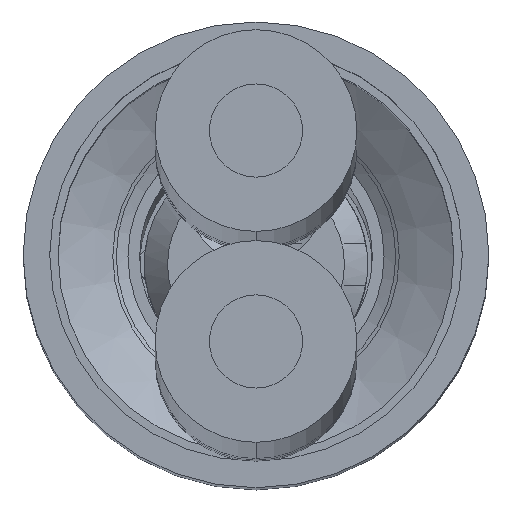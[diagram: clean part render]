
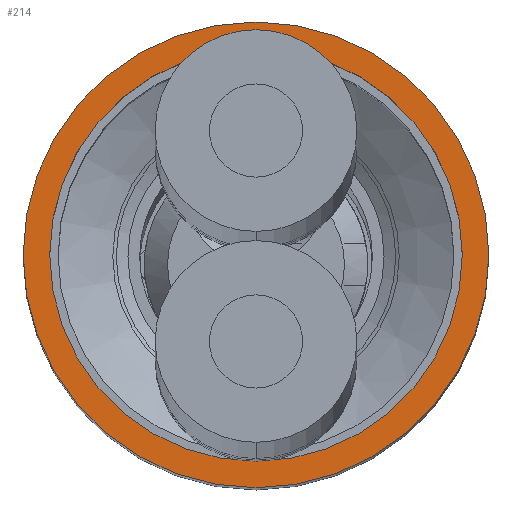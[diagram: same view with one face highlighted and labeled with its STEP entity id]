
A CAD part, top view. The second image highlights one B-rep face of the part: STEP entity #214.
In plain terms, the highlighted face is planar.
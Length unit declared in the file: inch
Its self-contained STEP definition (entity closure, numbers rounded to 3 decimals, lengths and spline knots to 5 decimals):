
#1=CARTESIAN_POINT('',(-0.55,0.,0.));
#2=DIRECTION('',(-1.,0.,0.));
#3=DIRECTION('',(0.,1.,0.));
#4=AXIS2_PLACEMENT_3D('',#1,#2,#3);
#6=CARTESIAN_POINT('',(-0.55,0.,0.));
#7=DIRECTION('',(1.,0.,0.));
#8=DIRECTION('',(0.,1.,0.));
#9=AXIS2_PLACEMENT_3D('',#6,#7,#8);
#11=CARTESIAN_POINT('',(-0.55,0.,0.));
#12=DIRECTION('',(-1.,0.,0.));
#13=DIRECTION('',(0.,1.,0.));
#14=AXIS2_PLACEMENT_3D('',#11,#12,#13);
#16=CARTESIAN_POINT('',(-0.55,0.,0.));
#17=DIRECTION('',(-1.,0.,0.));
#18=DIRECTION('',(0.,-1.,0.));
#19=AXIS2_PLACEMENT_3D('',#16,#17,#18);
#168=CARTESIAN_POINT('',(-0.55,0.1,0.));
#170=VERTEX_POINT('',#168);
#182=CARTESIAN_POINT('',(-0.55,-0.1,0.));
#184=VERTEX_POINT('',#182);
#189=CARTESIAN_POINT('',(-0.55,0.08858,0.));
#190=CARTESIAN_POINT('',(-0.55,-0.08858,0.));
#191=VERTEX_POINT('',#189);
#192=VERTEX_POINT('',#190);
#197=CARTESIAN_POINT('',(-0.55,0.,0.));
#198=DIRECTION('',(-1.,0.,0.));
#199=DIRECTION('',(0.,1.,0.));
#200=AXIS2_PLACEMENT_3D('',#197,#198,#199);
#201=PLANE('',#200);
#203=ORIENTED_EDGE('',*,*,#202,.F.);
#205=ORIENTED_EDGE('',*,*,#204,.T.);
#206=EDGE_LOOP('',(#203,#205));
#207=FACE_OUTER_BOUND('',#206,.F.);
#209=ORIENTED_EDGE('',*,*,#208,.T.);
#211=ORIENTED_EDGE('',*,*,#210,.T.);
#212=EDGE_LOOP('',(#209,#211));
#213=FACE_BOUND('',#212,.F.);
#214=ADVANCED_FACE('',(#207,#213),#201,.T.);
#5=CIRCLE('',#4,0.1);
#10=CIRCLE('',#9,0.1);
#15=CIRCLE('',#14,0.08858);
#20=CIRCLE('',#19,0.08858);
#202=EDGE_CURVE('',#170,#184,#5,.T.);
#204=EDGE_CURVE('',#170,#184,#10,.T.);
#208=EDGE_CURVE('',#191,#192,#15,.T.);
#210=EDGE_CURVE('',#192,#191,#20,.T.);
